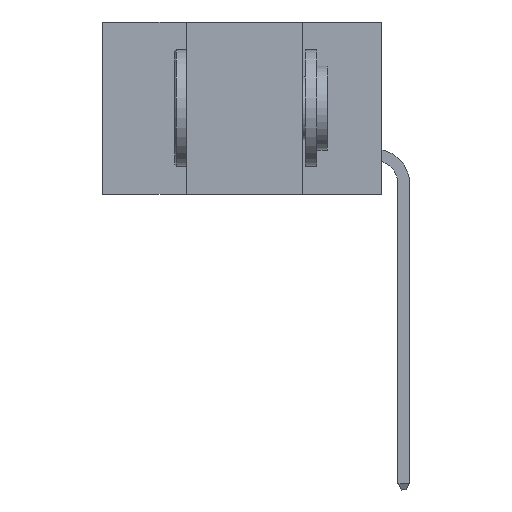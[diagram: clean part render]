
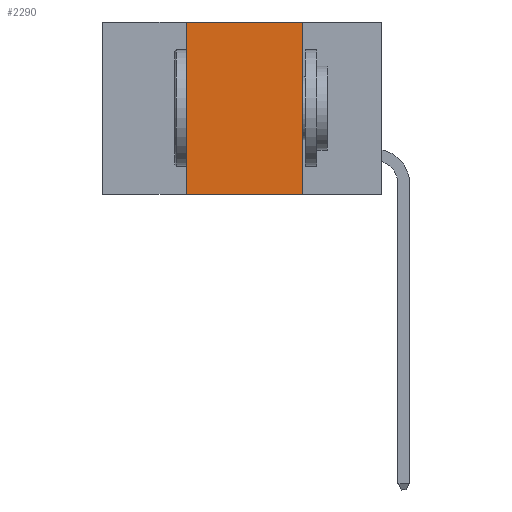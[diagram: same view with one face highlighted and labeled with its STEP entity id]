
A CAD part, left-side view. The second image highlights one B-rep face of the part: STEP entity #2290.
In plain terms, the highlighted planar face has unit normal (-1, 0, 0).
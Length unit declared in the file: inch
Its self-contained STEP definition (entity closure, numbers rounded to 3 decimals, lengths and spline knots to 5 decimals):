
#344 = DIRECTION ( 'NONE',  ( 0., 0., 1. ) ) ;
#373 = CARTESIAN_POINT ( 'NONE',  ( 0., 0.42, 0. ) ) ;
#430 = VERTEX_POINT ( 'NONE', #7529 ) ;
#1046 = VERTEX_POINT ( 'NONE', #5549 ) ;
#1718 = VECTOR ( 'NONE', #344, 39.37008 ) ;
#2263 = DIRECTION ( 'NONE',  ( 0., 0., -1. ) ) ;
#2290 = ADVANCED_FACE ( 'NONE', ( #6790 ), #5305, .F. ) ;
#2377 = CARTESIAN_POINT ( 'NONE',  ( 0., 0.17, 0. ) ) ;
#2686 = ORIENTED_EDGE ( 'NONE', *, *, #2708, .F. ) ;
#2708 = EDGE_CURVE ( 'NONE', #430, #1046, #10190, .T. ) ;
#2721 = DIRECTION ( 'NONE',  ( 0., -1., 0. ) ) ;
#2819 = LINE ( 'NONE', #8040, #3916 ) ;
#2941 = EDGE_CURVE ( 'NONE', #8704, #7121, #3987, .T. ) ;
#3551 = VECTOR ( 'NONE', #8657, 39.37008 ) ;
#3916 = VECTOR ( 'NONE', #2721, 39.37008 ) ;
#3987 = LINE ( 'NONE', #373, #1718 ) ;
#4763 = ORIENTED_EDGE ( 'NONE', *, *, #9035, .F. ) ;
#4844 = VECTOR ( 'NONE', #2263, 39.37008 ) ;
#5048 = AXIS2_PLACEMENT_3D ( 'NONE', #5284, #5215, #5207 ) ;
#5207 = DIRECTION ( 'NONE',  ( 0., 0., -1. ) ) ;
#5215 = DIRECTION ( 'NONE',  ( 1., 0., 0. ) ) ;
#5284 = CARTESIAN_POINT ( 'NONE',  ( 0., 0.6, 0. ) ) ;
#5305 = PLANE ( 'NONE',  #5048 ) ;
#5343 = LINE ( 'NONE', #9371, #3551 ) ;
#5549 = CARTESIAN_POINT ( 'NONE',  ( 0., 0.17, -0.37 ) ) ;
#6707 = ORIENTED_EDGE ( 'NONE', *, *, #2941, .F. ) ;
#6790 = FACE_OUTER_BOUND ( 'NONE', #7261, .T. ) ;
#7121 = VERTEX_POINT ( 'NONE', #10251 ) ;
#7261 = EDGE_LOOP ( 'NONE', ( #2686, #4763, #6707, #8699 ) ) ;
#7529 = CARTESIAN_POINT ( 'NONE',  ( 0., 0.17, 0. ) ) ;
#7718 = EDGE_CURVE ( 'NONE', #8704, #1046, #2819, .T. ) ;
#8040 = CARTESIAN_POINT ( 'NONE',  ( 0., 0.6, -0.37 ) ) ;
#8657 = DIRECTION ( 'NONE',  ( 0., -1., 0. ) ) ;
#8699 = ORIENTED_EDGE ( 'NONE', *, *, #7718, .T. ) ;
#8704 = VERTEX_POINT ( 'NONE', #9088 ) ;
#9035 = EDGE_CURVE ( 'NONE', #7121, #430, #5343, .T. ) ;
#9088 = CARTESIAN_POINT ( 'NONE',  ( 0., 0.42, -0.37 ) ) ;
#9371 = CARTESIAN_POINT ( 'NONE',  ( 0., 0.6, 0. ) ) ;
#10190 = LINE ( 'NONE', #2377, #4844 ) ;
#10251 = CARTESIAN_POINT ( 'NONE',  ( 0., 0.42, 0. ) ) ;
